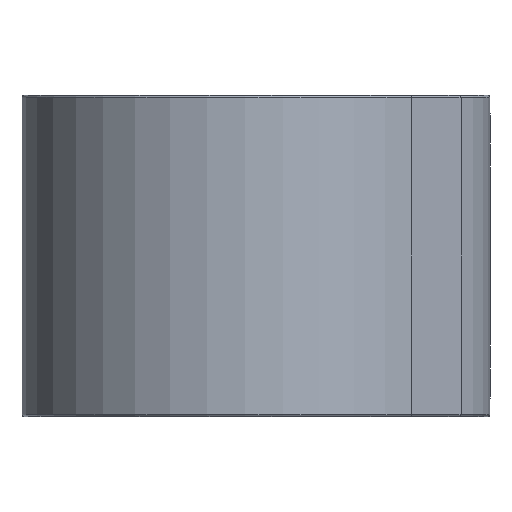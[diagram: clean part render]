
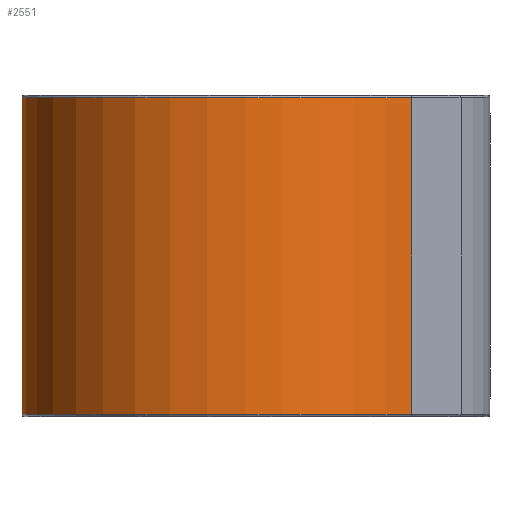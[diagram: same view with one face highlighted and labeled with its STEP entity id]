
A CAD part, left-side view. The second image highlights one B-rep face of the part: STEP entity #2551.
In plain terms, the highlighted cylindrical face has radius 8.7 mm (diameter 17.4 mm), a partial arc.
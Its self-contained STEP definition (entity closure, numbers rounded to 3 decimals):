
#480=DIRECTION('',(0.,0.,1.));
#481=VECTOR('',#480,12.5);
#482=CARTESIAN_POINT('',(-5.542,-6.706,-6.25));
#483=LINE('',#482,#481);
#484=CARTESIAN_POINT('',(0.,0.,6.25));
#485=DIRECTION('',(0.,0.,1.));
#486=DIRECTION('',(0.751,0.66,0.));
#487=AXIS2_PLACEMENT_3D('',#484,#485,#486);
#489=CARTESIAN_POINT('',(0.,0.,-6.25));
#490=DIRECTION('',(0.,0.,-1.));
#491=DIRECTION('',(-0.637,-0.771,0.));
#492=AXIS2_PLACEMENT_3D('',#489,#490,#491);
#494=DIRECTION('',(0.,0.,1.));
#495=VECTOR('',#494,12.5);
#496=CARTESIAN_POINT('',(6.533,5.746,-6.25));
#497=LINE('',#496,#495);
#1679=CARTESIAN_POINT('',(6.533,5.746,6.25));
#1681=VERTEX_POINT('',#1679);
#1684=CARTESIAN_POINT('',(-5.542,-6.706,6.25));
#1685=VERTEX_POINT('',#1684);
#1720=CARTESIAN_POINT('',(-5.542,-6.706,-6.25));
#1721=VERTEX_POINT('',#1720);
#1724=CARTESIAN_POINT('',(6.533,5.746,-6.25));
#1725=VERTEX_POINT('',#1724);
#2539=CARTESIAN_POINT('',(0.,0.,-6.35));
#2540=DIRECTION('',(0.,0.,1.));
#2541=DIRECTION('',(1.,0.,0.));
#2542=AXIS2_PLACEMENT_3D('',#2539,#2540,#2541);
#2543=CYLINDRICAL_SURFACE('',#2542,8.7);
#2544=ORIENTED_EDGE('',*,*,#2387,.T.);
#2545=ORIENTED_EDGE('',*,*,#2534,.F.);
#2546=ORIENTED_EDGE('',*,*,#2025,.T.);
#2548=ORIENTED_EDGE('',*,*,#2547,.T.);
#2549=EDGE_LOOP('',(#2544,#2545,#2546,#2548));
#2550=FACE_OUTER_BOUND('',#2549,.F.);
#2551=ADVANCED_FACE('',(#2550),#2543,.T.);
#488=CIRCLE('',#487,8.7);
#493=CIRCLE('',#492,8.7);
#2025=EDGE_CURVE('',#1721,#1725,#493,.T.);
#2387=EDGE_CURVE('',#1681,#1685,#488,.T.);
#2534=EDGE_CURVE('',#1721,#1685,#483,.T.);
#2547=EDGE_CURVE('',#1725,#1681,#497,.T.);
